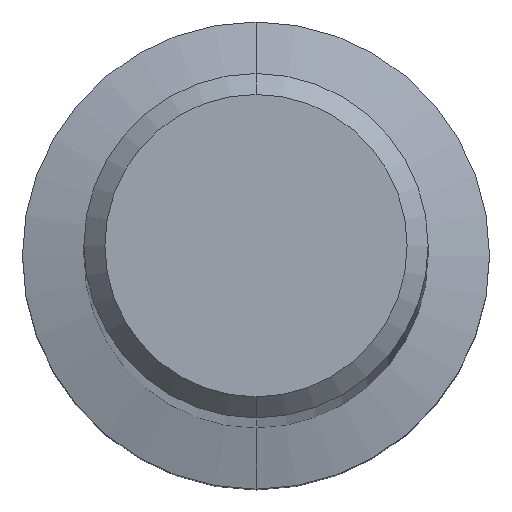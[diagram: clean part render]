
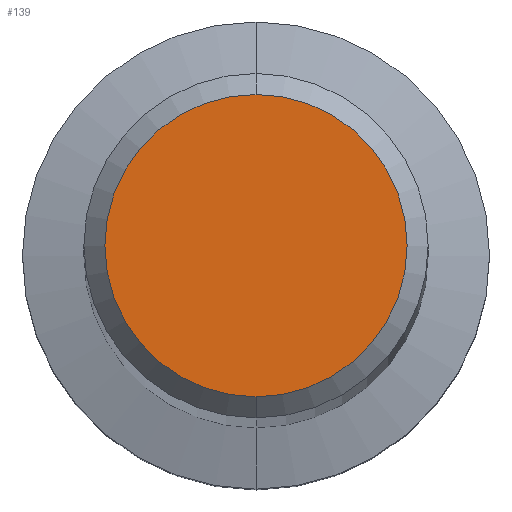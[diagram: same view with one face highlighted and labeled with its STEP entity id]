
A CAD part, top view. The second image highlights one B-rep face of the part: STEP entity #139.
In plain terms, the highlighted planar face has unit normal (0, 0, 1).
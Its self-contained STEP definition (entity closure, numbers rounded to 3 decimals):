
#139=ADVANCED_FACE('',(#340),#341,.T.);
#173=VERTEX_POINT('',#377);
#209=VERTEX_POINT('',#419);
#229=EDGE_CURVE('',#209,#173,#443,.T.);
#239=EDGE_CURVE('',#173,#209,#453,.T.);
#340=FACE_OUTER_BOUND('',#560,.T.);
#341=PLANE('',#561);
#377=CARTESIAN_POINT('',(0.0,3.6,0.0));
#419=CARTESIAN_POINT('',(0.,-3.6,0.0));
#443=CIRCLE('',#701,3.6);
#453=CIRCLE('',#714,3.6);
#560=EDGE_LOOP('',(#821,#822));
#561=AXIS2_PLACEMENT_3D('',#823,#824,#825);
#701=AXIS2_PLACEMENT_3D('',#967,#968,#969);
#714=AXIS2_PLACEMENT_3D('',#976,#977,#978);
#821=ORIENTED_EDGE('',*,*,#239,.F.);
#822=ORIENTED_EDGE('',*,*,#229,.F.);
#823=CARTESIAN_POINT('',(0.0,1.8,0.0));
#824=DIRECTION('',(-0.0,0.0,1.0));
#825=DIRECTION('',(0.0,-1.0,0.0));
#967=CARTESIAN_POINT('',(0.0,0.0,0.0));
#968=DIRECTION('',(0.0,0.0,-1.0));
#969=DIRECTION('',(0.0,1.0,0.0));
#976=CARTESIAN_POINT('',(0.0,0.0,0.0));
#977=DIRECTION('',(0.0,0.0,-1.0));
#978=DIRECTION('',(0.0,1.0,0.0));
